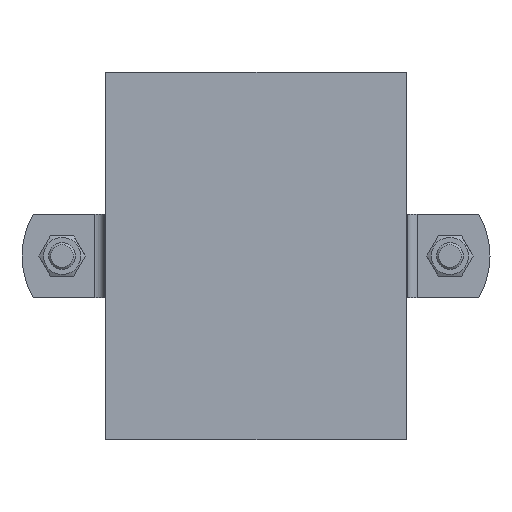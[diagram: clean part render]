
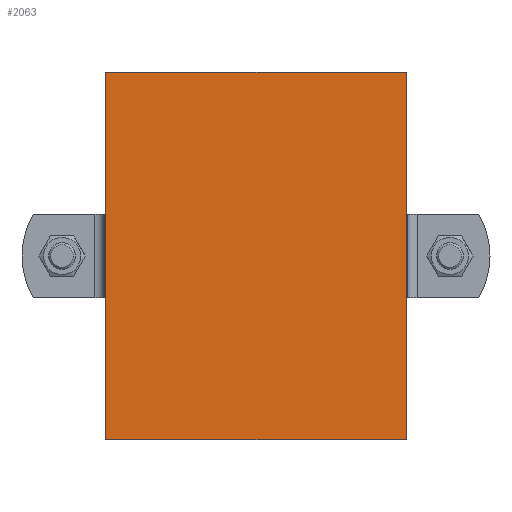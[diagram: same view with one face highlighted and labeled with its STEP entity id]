
A CAD part, front view. The second image highlights one B-rep face of the part: STEP entity #2063.
In plain terms, the highlighted planar face has unit normal (0, -1, 0).
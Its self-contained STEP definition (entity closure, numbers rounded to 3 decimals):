
#1967=CARTESIAN_POINT('',(90.0,-5.,-110.0));
#1968=VERTEX_POINT('',#1967);
#1975=CARTESIAN_POINT('',(-90.0,-5.,-110.0));
#1976=VERTEX_POINT('',#1975);
#1977=CARTESIAN_POINT('',(-90.0,-5.,-110.0));
#1978=DIRECTION('',(1.0,0.0,0.0));
#1979=VECTOR('',#1978,180.0);
#1980=LINE('',#1977,#1979);
#1981=EDGE_CURVE('',#1976,#1968,#1980,.T.);
#2004=CARTESIAN_POINT('',(-90.0,-5.,110.0));
#2005=VERTEX_POINT('',#2004);
#2014=CARTESIAN_POINT('',(-90.0,-5.,110.0));
#2015=DIRECTION('',(0.0,0.0,-1.0));
#2016=VECTOR('',#2015,220.0);
#2017=LINE('',#2014,#2016);
#2018=EDGE_CURVE('',#2005,#1976,#2017,.T.);
#2028=CARTESIAN_POINT('',(90.0,-5.,110.0));
#2029=VERTEX_POINT('',#2028);
#2036=CARTESIAN_POINT('',(90.0,-5.,-110.0));
#2037=DIRECTION('',(0.0,0.0,1.0));
#2038=VECTOR('',#2037,220.0);
#2039=LINE('',#2036,#2038);
#2040=EDGE_CURVE('',#1968,#2029,#2039,.T.);
#2047=CARTESIAN_POINT('',(90.0,-5.,0.0));
#2048=DIRECTION('',(0.0,-1.0,0.0));
#2049=DIRECTION('',(0.0,0.0,-1.0));
#2050=AXIS2_PLACEMENT_3D('',#2047,#2048,#2049);
#2051=PLANE('',#2050);
#2052=CARTESIAN_POINT('',(90.0,-5.,110.0));
#2053=DIRECTION('',(-1.0,0.0,0.0));
#2054=VECTOR('',#2053,180.0);
#2055=LINE('',#2052,#2054);
#2056=EDGE_CURVE('',#2029,#2005,#2055,.T.);
#2057=ORIENTED_EDGE('',*,*,#2056,.T.);
#2058=ORIENTED_EDGE('',*,*,#2018,.T.);
#2059=ORIENTED_EDGE('',*,*,#1981,.T.);
#2060=ORIENTED_EDGE('',*,*,#2040,.T.);
#2061=EDGE_LOOP('',(#2057,#2058,#2059,#2060));
#2062=FACE_OUTER_BOUND('',#2061,.T.);
#2063=ADVANCED_FACE('',(#2062),#2051,.T.);
